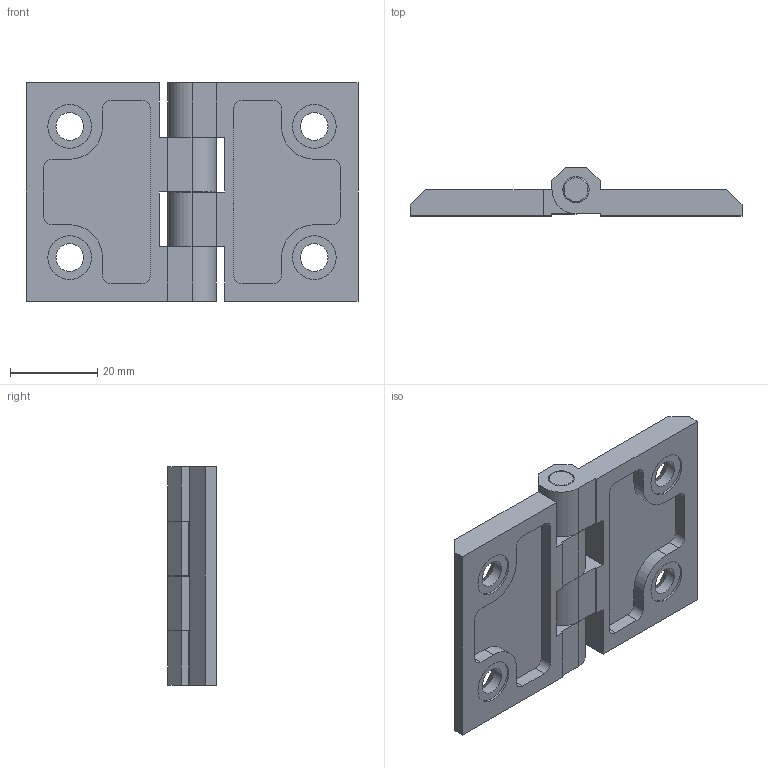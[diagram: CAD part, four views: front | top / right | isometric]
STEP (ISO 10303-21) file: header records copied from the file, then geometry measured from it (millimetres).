
FILE_DESCRIPTION (( 'STEP AP214' ), '1' );
FILE_NAME ('095007.STEP', '2014-11-27T12:55:47', ( 'Admin' ), ( 'Hewlett-Packard Company' ), 'SwSTEP 2.0', 'SolidWorks 2014', '' );
FILE_SCHEMA (( 'AUTOMOTIVE_DESIGN' ));
Length unit declared in the file: millimetre
Products named in the file (3): 095007; 095007_095007-z; achse_6-50
Assembly tree (3 placements, depth 2):
  095007
    095007_095007-z  x2
    achse_6-50
Bounding box: 76 x 11 x 50 mm (x, y, z)
Volume: 17874.1 mm3; surface area: 12792 mm2
Topology: 3 solids, 3 shells, 117 faces, 317 edges, 212 vertices
Faces by surface type: plane 74, cylinder 37, cone 6
Full cylindrical faces by diameter (mm): 6 x5, 6.3 x4, 10 x4
Entity records: 1963 total; most frequent: DIRECTION 323, CARTESIAN_POINT 318, ORIENTED_EDGE 294, EDGE_CURVE 147, AXIS2_PLACEMENT_3D 109, LINE 105, VECTOR 105, VERTEX_POINT 104
